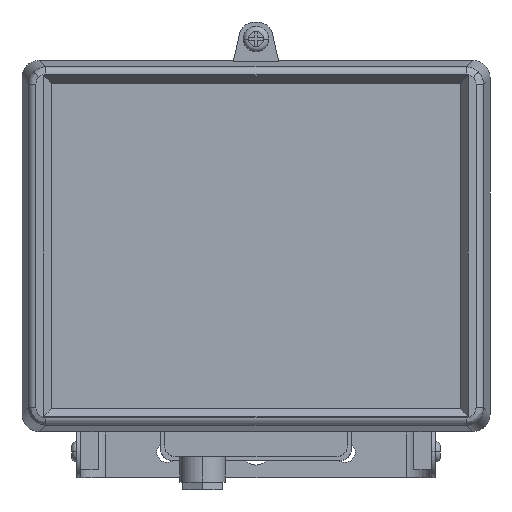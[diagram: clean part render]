
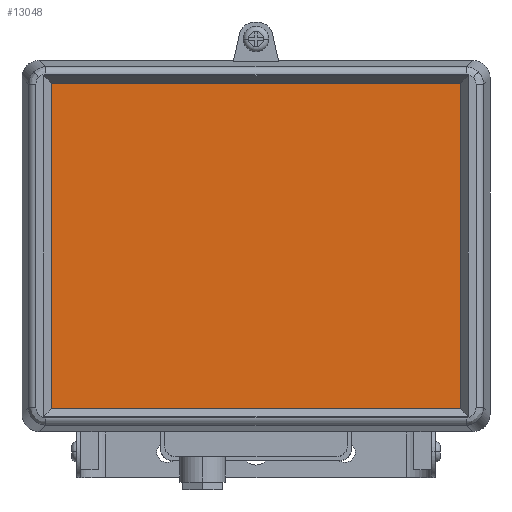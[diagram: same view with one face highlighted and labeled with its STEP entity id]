
A CAD part, top view. The second image highlights one B-rep face of the part: STEP entity #13048.
In plain terms, the highlighted planar face has unit normal (0, 0, 1).
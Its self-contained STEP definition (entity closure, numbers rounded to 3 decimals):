
#518 = DIRECTION ( 'NONE',  ( 1., 0., 0. ) ) ;
#563 = CARTESIAN_POINT ( 'NONE',  ( -85.459, -64., 9.138 ) ) ;
#749 = CARTESIAN_POINT ( 'NONE',  ( -85.459, -64., 9.138 ) ) ;
#758 = DIRECTION ( 'NONE',  ( 0., -1., 0. ) ) ;
#936 = EDGE_CURVE ( 'NONE', #11182, #8618, #9276, .T. ) ;
#989 = EDGE_LOOP ( 'NONE', ( #12301, #11889, #13643, #10838 ) ) ;
#1095 = LINE ( 'NONE', #11323, #4410 ) ;
#1333 = VECTOR ( 'NONE', #3015, 1000. ) ;
#1416 = DIRECTION ( 'NONE',  ( 1., 0., 0. ) ) ;
#1636 = PLANE ( 'NONE',  #3493 ) ;
#2769 = FACE_OUTER_BOUND ( 'NONE', #989, .T. ) ;
#3015 = DIRECTION ( 'NONE',  ( 0., -1., 0. ) ) ;
#3493 = AXIS2_PLACEMENT_3D ( 'NONE', #563, #3818, #518 ) ;
#3818 = DIRECTION ( 'NONE',  ( 0., 0., 1. ) ) ;
#3973 = DIRECTION ( 'NONE',  ( 1., 0., 0. ) ) ;
#4018 = VERTEX_POINT ( 'NONE', #11302 ) ;
#4410 = VECTOR ( 'NONE', #1416, 1000. ) ;
#5194 = LINE ( 'NONE', #9457, #12272 ) ;
#5591 = EDGE_CURVE ( 'NONE', #8185, #4018, #7422, .T. ) ;
#5769 = CARTESIAN_POINT ( 'NONE',  ( 83.541, 64., 9.138 ) ) ;
#6248 = CARTESIAN_POINT ( 'NONE',  ( 83.541, -64., 9.138 ) ) ;
#7422 = LINE ( 'NONE', #6248, #14046 ) ;
#8185 = VERTEX_POINT ( 'NONE', #5769 ) ;
#8618 = VERTEX_POINT ( 'NONE', #749 ) ;
#9276 = LINE ( 'NONE', #12848, #1333 ) ;
#9457 = CARTESIAN_POINT ( 'NONE',  ( -85.459, -64., 9.138 ) ) ;
#9542 = CARTESIAN_POINT ( 'NONE',  ( -85.459, 64., 9.138 ) ) ;
#10528 = EDGE_CURVE ( 'NONE', #8618, #4018, #5194, .T. ) ;
#10838 = ORIENTED_EDGE ( 'NONE', *, *, #936, .T. ) ;
#11182 = VERTEX_POINT ( 'NONE', #9542 ) ;
#11302 = CARTESIAN_POINT ( 'NONE',  ( 83.541, -64., 9.138 ) ) ;
#11323 = CARTESIAN_POINT ( 'NONE',  ( -85.459, 64., 9.138 ) ) ;
#11889 = ORIENTED_EDGE ( 'NONE', *, *, #5591, .F. ) ;
#12272 = VECTOR ( 'NONE', #3973, 1000. ) ;
#12301 = ORIENTED_EDGE ( 'NONE', *, *, #10528, .T. ) ;
#12848 = CARTESIAN_POINT ( 'NONE',  ( -85.459, -64., 9.138 ) ) ;
#13048 = ADVANCED_FACE ( 'NONE', ( #2769 ), #1636, .T. ) ;
#13165 = EDGE_CURVE ( 'NONE', #11182, #8185, #1095, .T. ) ;
#13643 = ORIENTED_EDGE ( 'NONE', *, *, #13165, .F. ) ;
#14046 = VECTOR ( 'NONE', #758, 1000. ) ;
